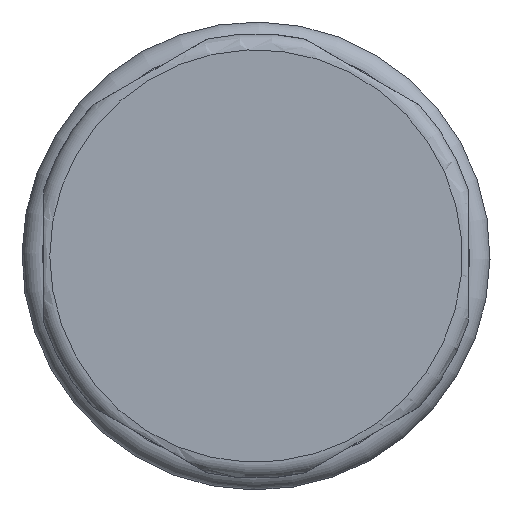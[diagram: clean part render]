
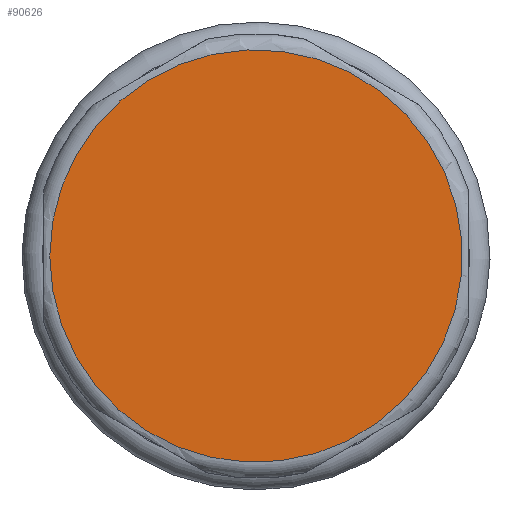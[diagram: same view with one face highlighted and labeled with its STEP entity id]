
A CAD part, left-side view. The second image highlights one B-rep face of the part: STEP entity #90626.
In plain terms, the highlighted planar face has unit normal (-1, 0, 0).
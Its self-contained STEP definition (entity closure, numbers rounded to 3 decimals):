
#90533=CARTESIAN_POINT('',(0.,10.2,0.0));
#90534=VERTEX_POINT('',#90533);
#90535=CARTESIAN_POINT('',(0.,0.0,0.0));
#90536=DIRECTION('',(1.0,0.0,0.0));
#90537=DIRECTION('',(0.0,-1.0,0.0));
#90538=AXIS2_PLACEMENT_3D('',#90535,#90536,#90537);
#90539=CIRCLE('',#90538,10.2);
#90540=EDGE_CURVE('',#90534,#90534,#90539,.T.);
#90618=CARTESIAN_POINT('',(0.,8.75,0.0));
#90619=DIRECTION('',(-1.0,0.0,0.0));
#90620=DIRECTION('',(0.0,0.0,1.0));
#90621=AXIS2_PLACEMENT_3D('',#90618,#90619,#90620);
#90622=PLANE('',#90621);
#90623=ORIENTED_EDGE('',*,*,#90540,.F.);
#90624=EDGE_LOOP('',(#90623));
#90625=FACE_OUTER_BOUND('',#90624,.T.);
#90626=ADVANCED_FACE('',(#90625),#90622,.T.);
